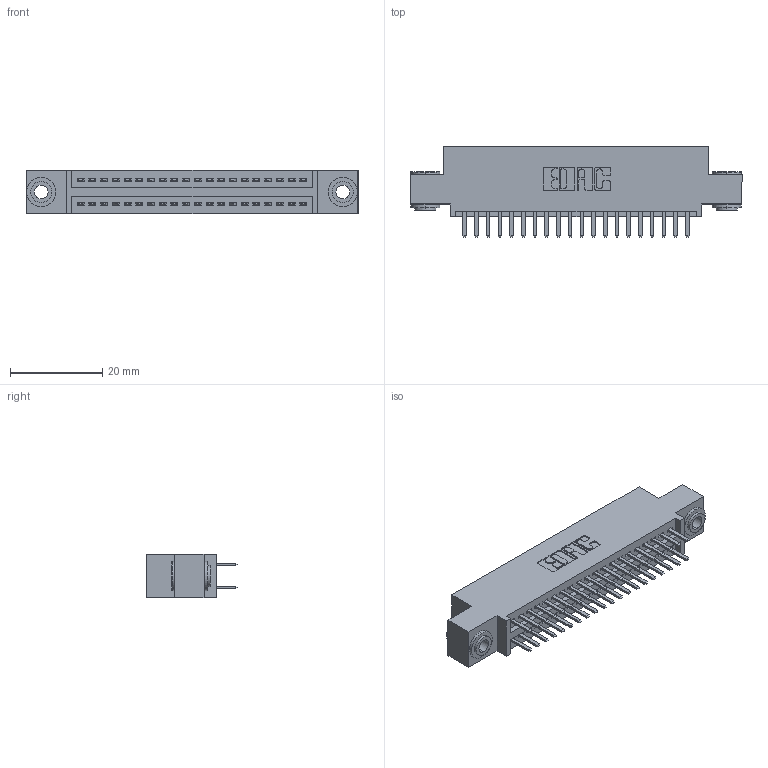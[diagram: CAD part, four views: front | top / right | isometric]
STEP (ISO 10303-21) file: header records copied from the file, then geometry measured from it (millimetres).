
FILE_DESCRIPTION (( 'STEP AP203' ), '1' );
FILE_NAME ('345-040-520-503.STEP', '2019-10-28T16:42:06', ( '' ), ( '' ), 'SwSTEP 2.0', 'SolidWorks 2016', '' );
FILE_SCHEMA (( 'CONFIG_CONTROL_DESIGN' ));
Length unit declared in the file: inch
Products named in the file (4): 345-292-001_345-293-120; 345-250-002_345-250-002-102; 345-040-520-503; 345 Part_0.110 Offset - 0.156 Dia-TH
Assembly tree (43 placements, depth 2):
  345-040-520-503
    345 Part_0.110 Offset - 0.156 Dia-TH
    345-292-001_345-293-120  x40
    345-250-002_345-250-002-102  x2
Bounding box: 72.01 x 19.68 x 9.4 mm (x, y, z)
Volume: 6719.3 mm3; surface area: 9766.4 mm2
Topology: 43 solids, 43 shells, 2328 faces, 6709 edges, 4362 vertices
Faces by surface type: plane 1494, cylinder 826, cone 8
Entity records: 19550 total; most frequent: CARTESIAN_POINT 3287, ORIENTED_EDGE 3202, DIRECTION 2943, EDGE_CURVE 1601, VECTOR 1361, LINE 1361, VERTEX_POINT 1062, AXIS2_PLACEMENT_3D 791
